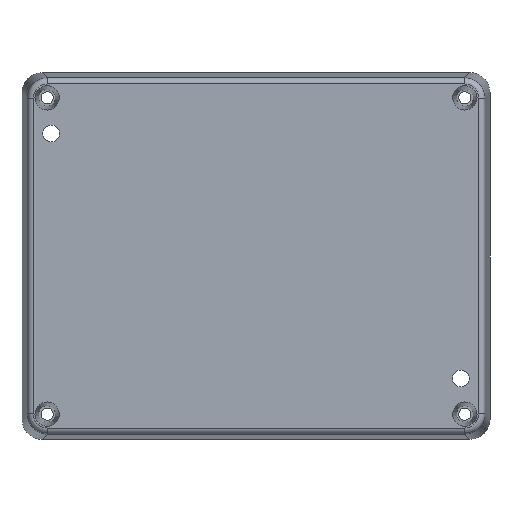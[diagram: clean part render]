
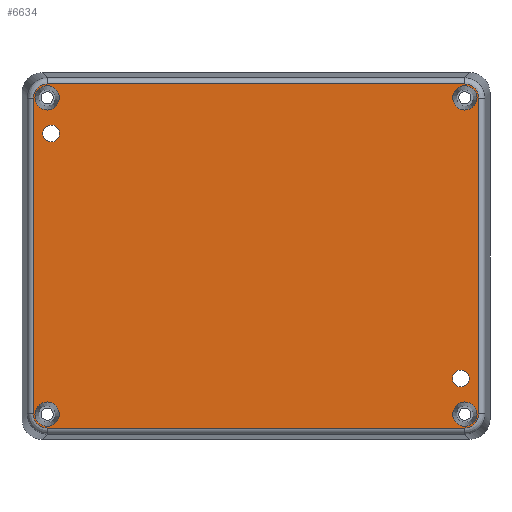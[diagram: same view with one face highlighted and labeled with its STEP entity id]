
A CAD part, front view. The second image highlights one B-rep face of the part: STEP entity #6634.
In plain terms, the highlighted planar face has unit normal (0, -1, 0).
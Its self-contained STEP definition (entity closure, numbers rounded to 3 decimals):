
#6634 = ADVANCED_FACE('',(#6635,#6705,#6716,#6727,#6738,#6749,#6760),
  #6771,.F.);
#6635 = FACE_BOUND('',#6636,.T.);
#6636 = EDGE_LOOP('',(#6637,#6647,#6656,#6664,#6673,#6681,#6690,#6698));
#6637 = ORIENTED_EDGE('',*,*,#6638,.F.);
#6638 = EDGE_CURVE('',#6639,#6641,#6643,.T.);
#6639 = VERTEX_POINT('',#6640);
#6640 = CARTESIAN_POINT('',(-51.425,-50.2,42.424));
#6641 = VERTEX_POINT('',#6642);
#6642 = CARTESIAN_POINT('',(51.425,-50.2,42.424));
#6643 = LINE('',#6644,#6645);
#6644 = CARTESIAN_POINT('',(-51.425,-50.2,42.424));
#6645 = VECTOR('',#6646,1.);
#6646 = DIRECTION('',(1.,0.,0.));
#6647 = ORIENTED_EDGE('',*,*,#6648,.F.);
#6648 = EDGE_CURVE('',#6649,#6639,#6651,.T.);
#6649 = VERTEX_POINT('',#6650);
#6650 = CARTESIAN_POINT('',(-54.924,-50.2,38.925));
#6651 = ELLIPSE('',#6652,3.502,3.5);
#6652 = AXIS2_PLACEMENT_3D('',#6653,#6654,#6655);
#6653 = CARTESIAN_POINT('',(-51.423,-50.2,38.923));
#6654 = DIRECTION('',(0.,1.,0.));
#6655 = DIRECTION('',(-0.707,0.,0.707));
#6656 = ORIENTED_EDGE('',*,*,#6657,.F.);
#6657 = EDGE_CURVE('',#6658,#6649,#6660,.T.);
#6658 = VERTEX_POINT('',#6659);
#6659 = CARTESIAN_POINT('',(-54.924,-50.2,-38.925));
#6660 = LINE('',#6661,#6662);
#6661 = CARTESIAN_POINT('',(-54.924,-50.2,-38.925));
#6662 = VECTOR('',#6663,1.);
#6663 = DIRECTION('',(0.,0.,1.));
#6664 = ORIENTED_EDGE('',*,*,#6665,.F.);
#6665 = EDGE_CURVE('',#6666,#6658,#6668,.T.);
#6666 = VERTEX_POINT('',#6667);
#6667 = CARTESIAN_POINT('',(-51.425,-50.2,-42.424));
#6668 = ELLIPSE('',#6669,3.502,3.5);
#6669 = AXIS2_PLACEMENT_3D('',#6670,#6671,#6672);
#6670 = CARTESIAN_POINT('',(-51.423,-50.2,-38.923));
#6671 = DIRECTION('',(0.,1.,0.));
#6672 = DIRECTION('',(-0.707,0.,-0.707));
#6673 = ORIENTED_EDGE('',*,*,#6674,.F.);
#6674 = EDGE_CURVE('',#6675,#6666,#6677,.T.);
#6675 = VERTEX_POINT('',#6676);
#6676 = CARTESIAN_POINT('',(51.425,-50.2,-42.424));
#6677 = LINE('',#6678,#6679);
#6678 = CARTESIAN_POINT('',(51.425,-50.2,-42.424));
#6679 = VECTOR('',#6680,1.);
#6680 = DIRECTION('',(-1.,0.,0.));
#6681 = ORIENTED_EDGE('',*,*,#6682,.F.);
#6682 = EDGE_CURVE('',#6683,#6675,#6685,.T.);
#6683 = VERTEX_POINT('',#6684);
#6684 = CARTESIAN_POINT('',(54.924,-50.2,-38.925));
#6685 = ELLIPSE('',#6686,3.502,3.5);
#6686 = AXIS2_PLACEMENT_3D('',#6687,#6688,#6689);
#6687 = CARTESIAN_POINT('',(51.423,-50.2,-38.923));
#6688 = DIRECTION('',(0.,1.,0.));
#6689 = DIRECTION('',(0.707,0.,-0.707));
#6690 = ORIENTED_EDGE('',*,*,#6691,.F.);
#6691 = EDGE_CURVE('',#6692,#6683,#6694,.T.);
#6692 = VERTEX_POINT('',#6693);
#6693 = CARTESIAN_POINT('',(54.924,-50.2,38.925));
#6694 = LINE('',#6695,#6696);
#6695 = CARTESIAN_POINT('',(54.924,-50.2,38.925));
#6696 = VECTOR('',#6697,1.);
#6697 = DIRECTION('',(0.,0.,-1.));
#6698 = ORIENTED_EDGE('',*,*,#6699,.F.);
#6699 = EDGE_CURVE('',#6641,#6692,#6700,.T.);
#6700 = ELLIPSE('',#6701,3.502,3.5);
#6701 = AXIS2_PLACEMENT_3D('',#6702,#6703,#6704);
#6702 = CARTESIAN_POINT('',(51.423,-50.2,38.923));
#6703 = DIRECTION('',(0.,1.,0.));
#6704 = DIRECTION('',(0.707,-0.,0.707));
#6705 = FACE_BOUND('',#6706,.T.);
#6706 = EDGE_LOOP('',(#6707));
#6707 = ORIENTED_EDGE('',*,*,#6708,.F.);
#6708 = EDGE_CURVE('',#6709,#6709,#6711,.T.);
#6709 = VERTEX_POINT('',#6710);
#6710 = CARTESIAN_POINT('',(51.5,-50.2,-42.));
#6711 = CIRCLE('',#6712,3.);
#6712 = AXIS2_PLACEMENT_3D('',#6713,#6714,#6715);
#6713 = CARTESIAN_POINT('',(51.5,-50.2,-39.));
#6714 = DIRECTION('',(0.,-1.,0.));
#6715 = DIRECTION('',(0.,0.,-1.));
#6716 = FACE_BOUND('',#6717,.T.);
#6717 = EDGE_LOOP('',(#6718));
#6718 = ORIENTED_EDGE('',*,*,#6719,.F.);
#6719 = EDGE_CURVE('',#6720,#6720,#6722,.T.);
#6720 = VERTEX_POINT('',#6721);
#6721 = CARTESIAN_POINT('',(51.5,-50.2,36.));
#6722 = CIRCLE('',#6723,3.);
#6723 = AXIS2_PLACEMENT_3D('',#6724,#6725,#6726);
#6724 = CARTESIAN_POINT('',(51.5,-50.2,39.));
#6725 = DIRECTION('',(0.,-1.,0.));
#6726 = DIRECTION('',(0.,0.,-1.));
#6727 = FACE_BOUND('',#6728,.T.);
#6728 = EDGE_LOOP('',(#6729));
#6729 = ORIENTED_EDGE('',*,*,#6730,.F.);
#6730 = EDGE_CURVE('',#6731,#6731,#6733,.T.);
#6731 = VERTEX_POINT('',#6732);
#6732 = CARTESIAN_POINT('',(-51.5,-50.2,-42.));
#6733 = CIRCLE('',#6734,3.);
#6734 = AXIS2_PLACEMENT_3D('',#6735,#6736,#6737);
#6735 = CARTESIAN_POINT('',(-51.5,-50.2,-39.));
#6736 = DIRECTION('',(0.,-1.,0.));
#6737 = DIRECTION('',(0.,0.,-1.));
#6738 = FACE_BOUND('',#6739,.T.);
#6739 = EDGE_LOOP('',(#6740));
#6740 = ORIENTED_EDGE('',*,*,#6741,.F.);
#6741 = EDGE_CURVE('',#6742,#6742,#6744,.T.);
#6742 = VERTEX_POINT('',#6743);
#6743 = CARTESIAN_POINT('',(-51.5,-50.2,36.));
#6744 = CIRCLE('',#6745,3.);
#6745 = AXIS2_PLACEMENT_3D('',#6746,#6747,#6748);
#6746 = CARTESIAN_POINT('',(-51.5,-50.2,39.));
#6747 = DIRECTION('',(0.,-1.,0.));
#6748 = DIRECTION('',(0.,0.,-1.));
#6749 = FACE_BOUND('',#6750,.T.);
#6750 = EDGE_LOOP('',(#6751));
#6751 = ORIENTED_EDGE('',*,*,#6752,.T.);
#6752 = EDGE_CURVE('',#6753,#6753,#6755,.T.);
#6753 = VERTEX_POINT('',#6754);
#6754 = CARTESIAN_POINT('',(50.5,-50.2,-28.128));
#6755 = CIRCLE('',#6756,2.072);
#6756 = AXIS2_PLACEMENT_3D('',#6757,#6758,#6759);
#6757 = CARTESIAN_POINT('',(50.5,-50.2,-30.2));
#6758 = DIRECTION('',(0.,1.,0.));
#6759 = DIRECTION('',(0.,-0.,1.));
#6760 = FACE_BOUND('',#6761,.T.);
#6761 = EDGE_LOOP('',(#6762));
#6762 = ORIENTED_EDGE('',*,*,#6763,.T.);
#6763 = EDGE_CURVE('',#6764,#6764,#6766,.T.);
#6764 = VERTEX_POINT('',#6765);
#6765 = CARTESIAN_POINT('',(-50.5,-50.2,32.272));
#6766 = CIRCLE('',#6767,2.072);
#6767 = AXIS2_PLACEMENT_3D('',#6768,#6769,#6770);
#6768 = CARTESIAN_POINT('',(-50.5,-50.2,30.2));
#6769 = DIRECTION('',(0.,1.,0.));
#6770 = DIRECTION('',(0.,-0.,1.));
#6771 = PLANE('',#6772);
#6772 = AXIS2_PLACEMENT_3D('',#6773,#6774,#6775);
#6773 = CARTESIAN_POINT('',(-57.7,-50.2,45.2));
#6774 = DIRECTION('',(0.,1.,0.));
#6775 = DIRECTION('',(0.,-0.,1.));
